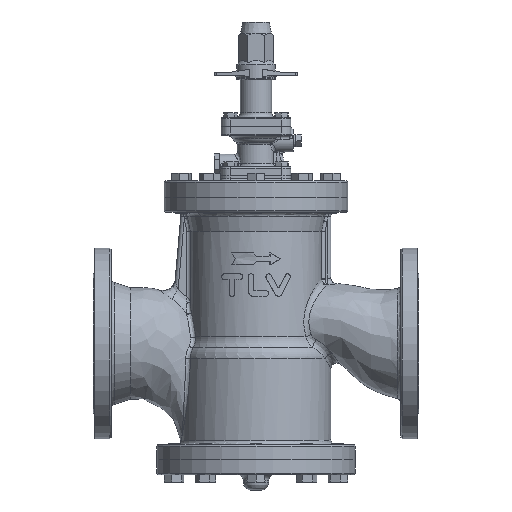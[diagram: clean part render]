
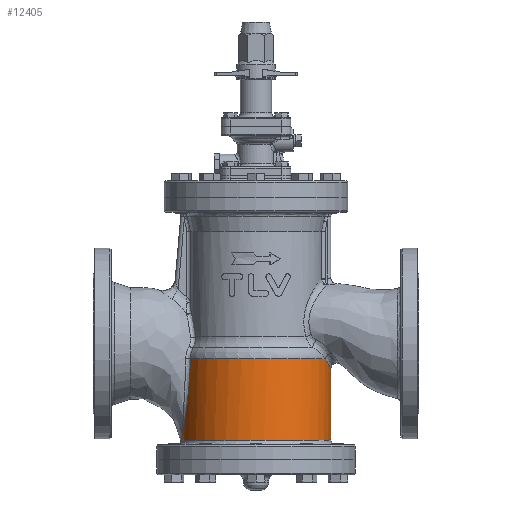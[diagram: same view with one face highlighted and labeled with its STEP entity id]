
A CAD part, front view. The second image highlights one B-rep face of the part: STEP entity #12405.
In plain terms, the highlighted cylindrical face has radius 100 mm (diameter 200 mm), a partial arc.
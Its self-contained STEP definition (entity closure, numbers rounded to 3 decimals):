
#1894=B_SPLINE_CURVE_WITH_KNOTS('',3,(#23553,#23554,#23555,#23556,#23557,
#23558,#23559,#23560,#23561,#23562,#23563),.UNSPECIFIED.,.F.,.F.,(4,1,1,
1,1,1,1,1,4),(-8.928,-7.811,-6.694,-5.577,
-4.459,-3.345,-2.23,-1.115,
0.),.UNSPECIFIED.);
#1906=B_SPLINE_CURVE_WITH_KNOTS('',3,(#24037,#24038,#24039,#24040,#24041,
#24042,#24043,#24044,#24045,#24046,#24047,#24048,#24049,#24050,#24051,#24052),
 .UNSPECIFIED.,.F.,.F.,(4,1,1,1,1,1,1,1,1,1,1,2,4),(-11.852,-10.828,
-9.804,-8.78,-7.756,-5.708,
-3.661,-2.637,-2.125,-1.869,
-1.741,-1.613,0.),.UNSPECIFIED.);
#1907=B_SPLINE_CURVE_WITH_KNOTS('',3,(#24055,#24056,#24057,#24058,#24059,
#24060,#24061,#24062,#24063,#24064,#24065,#24066,#24067,#24068,#24069,#24070,
#24071,#24072,#24073),.UNSPECIFIED.,.F.,.F.,(4,1,1,1,1,2,1,1,1,1,1,1,1,
1,1,4),(-11.848,-11.203,-10.88,-10.557,
-10.396,-10.235,-9.979,-9.723,
-9.211,-8.188,-6.141,-4.094,
-3.07,-2.047,-1.023,0.),
 .UNSPECIFIED.);
#3573=FACE_OUTER_BOUND('',#4657,.T.);
#4657=EDGE_LOOP('',(#11149,#11150,#11151,#11152,#11153,#11154));
#5246=CIRCLE('',#13628,100.);
#5275=CIRCLE('',#13678,100.);
#5276=CIRCLE('',#13680,100.);
#6367=VERTEX_POINT('',#22994);
#6368=VERTEX_POINT('',#22995);
#6387=VERTEX_POINT('',#23462);
#6396=VERTEX_POINT('',#24028);
#6397=VERTEX_POINT('',#24036);
#6398=VERTEX_POINT('',#24053);
#7945=EDGE_CURVE('',#6367,#6368,#5246,.T.);
#7991=EDGE_CURVE('',#6368,#6387,#1894,.T.);
#8011=EDGE_CURVE('',#6387,#6396,#5275,.T.);
#8013=EDGE_CURVE('',#6397,#6367,#1906,.T.);
#8014=EDGE_CURVE('',#6398,#6397,#5276,.T.);
#8015=EDGE_CURVE('',#6396,#6398,#1907,.T.);
#11149=ORIENTED_EDGE('',*,*,#7945,.F.);
#11150=ORIENTED_EDGE('',*,*,#8013,.F.);
#11151=ORIENTED_EDGE('',*,*,#8014,.F.);
#11152=ORIENTED_EDGE('',*,*,#8015,.F.);
#11153=ORIENTED_EDGE('',*,*,#8011,.F.);
#11154=ORIENTED_EDGE('',*,*,#7991,.F.);
#11672=CYLINDRICAL_SURFACE('',#13679,100.);
#12405=ADVANCED_FACE('',(#3573),#11672,.T.);
#13628=AXIS2_PLACEMENT_3D('',#22996,#16873,#16874);
#13678=AXIS2_PLACEMENT_3D('',#24029,#16987,#16988);
#13679=AXIS2_PLACEMENT_3D('',#24035,#16989,#16990);
#13680=AXIS2_PLACEMENT_3D('',#24054,#16991,#16992);
#16873=DIRECTION('center_axis',(0.,0.,1.));
#16874=DIRECTION('ref_axis',(1.,0.,0.));
#16987=DIRECTION('center_axis',(0.,0.,1.));
#16988=DIRECTION('ref_axis',(1.,0.,0.));
#16989=DIRECTION('center_axis',(0.,0.,1.));
#16990=DIRECTION('ref_axis',(1.,0.,0.));
#16991=DIRECTION('center_axis',(0.,0.,-1.));
#16992=DIRECTION('ref_axis',(-1.,0.,0.));
#22994=CARTESIAN_POINT('',(-87.456,-48.492,134.875));
#22995=CARTESIAN_POINT('',(92.549,-37.877,134.875));
#22996=CARTESIAN_POINT('Origin',(0.,0.,134.875));
#23462=CARTESIAN_POINT('',(92.549,37.877,134.875));
#23553=CARTESIAN_POINT('Ctrl Pts',(92.549,-37.877,134.875));
#23554=CARTESIAN_POINT('Ctrl Pts',(93.651,-35.185,132.834));
#23555=CARTESIAN_POINT('Ctrl Pts',(95.685,-29.546,129.109));
#23556=CARTESIAN_POINT('Ctrl Pts',(98.085,-20.29,124.656));
#23557=CARTESIAN_POINT('Ctrl Pts',(99.637,-10.361,121.702));
#23558=CARTESIAN_POINT('Ctrl Pts',(100.183,-0.008,
120.648));
#23559=CARTESIAN_POINT('Ctrl Pts',(99.638,10.341,121.699));
#23560=CARTESIAN_POINT('Ctrl Pts',(98.096,20.234,124.636));
#23561=CARTESIAN_POINT('Ctrl Pts',(95.693,29.53,129.095));
#23562=CARTESIAN_POINT('Ctrl Pts',(93.642,35.206,132.851));
#23563=CARTESIAN_POINT('Ctrl Pts',(92.549,37.877,134.875));
#24028=CARTESIAN_POINT('',(-87.456,48.492,134.875));
#24029=CARTESIAN_POINT('Origin',(0.,0.,134.875));
#24035=CARTESIAN_POINT('Origin',(0.,0.,77.438));
#24036=CARTESIAN_POINT('',(-99.215,-12.504,26.));
#24037=CARTESIAN_POINT('Ctrl Pts',(-99.215,-12.504,
26.));
#24038=CARTESIAN_POINT('Ctrl Pts',(-98.909,-14.934,
28.272));
#24039=CARTESIAN_POINT('Ctrl Pts',(-98.143,-19.56,
33.103));
#24040=CARTESIAN_POINT('Ctrl Pts',(-96.729,-25.578,
41.233));
#24041=CARTESIAN_POINT('Ctrl Pts',(-95.24,-30.613,
49.972));
#24042=CARTESIAN_POINT('Ctrl Pts',(-93.303,-36.158,
62.185));
#24043=CARTESIAN_POINT('Ctrl Pts',(-91.147,-41.247,
78.431));
#24044=CARTESIAN_POINT('Ctrl Pts',(-89.561,-44.508,
95.09));
#24045=CARTESIAN_POINT('Ctrl Pts',(-88.69,-46.201,
106.92));
#24046=CARTESIAN_POINT('Ctrl Pts',(-88.31,-46.92,
112.844));
#24047=CARTESIAN_POINT('Ctrl Pts',(-88.131,-47.253,
115.81));
#24048=CARTESIAN_POINT('Ctrl Pts',(-88.033,-47.436,
117.506));
#24049=CARTESIAN_POINT('Ctrl Pts',(-87.985,-47.525,
118.354));
#24050=CARTESIAN_POINT('Ctrl Pts',(-87.662,-48.123,
124.124));
#24051=CARTESIAN_POINT('Ctrl Pts',(-87.487,-48.435,
129.499));
#24052=CARTESIAN_POINT('Ctrl Pts',(-87.456,-48.492,134.875));
#24053=CARTESIAN_POINT('',(-99.215,12.504,26.));
#24054=CARTESIAN_POINT('Origin',(0.,0.,26.));
#24055=CARTESIAN_POINT('Ctrl Pts',(-87.456,48.492,134.875));
#24056=CARTESIAN_POINT('Ctrl Pts',(-87.468,48.469,132.724));
#24057=CARTESIAN_POINT('Ctrl Pts',(-87.521,48.374,129.499));
#24058=CARTESIAN_POINT('Ctrl Pts',(-87.658,48.127,125.205));
#24059=CARTESIAN_POINT('Ctrl Pts',(-87.769,47.923,122.524));
#24060=CARTESIAN_POINT('Ctrl Pts',(-87.874,47.73,120.383));
#24061=CARTESIAN_POINT('Ctrl Pts',(-87.931,47.624,119.313));
#24062=CARTESIAN_POINT('Ctrl Pts',(-88.009,47.481,117.93));
#24063=CARTESIAN_POINT('Ctrl Pts',(-88.106,47.301,116.235));
#24064=CARTESIAN_POINT('Ctrl Pts',(-88.309,46.92,112.847));
#24065=CARTESIAN_POINT('Ctrl Pts',(-88.69,46.201,106.922));
#24066=CARTESIAN_POINT('Ctrl Pts',(-89.559,44.513,95.117));
#24067=CARTESIAN_POINT('Ctrl Pts',(-91.147,41.248,78.439));
#24068=CARTESIAN_POINT('Ctrl Pts',(-93.297,36.172,62.225));
#24069=CARTESIAN_POINT('Ctrl Pts',(-95.231,30.64,50.022));
#24070=CARTESIAN_POINT('Ctrl Pts',(-96.73,25.578,41.228));
#24071=CARTESIAN_POINT('Ctrl Pts',(-98.143,19.559,33.104));
#24072=CARTESIAN_POINT('Ctrl Pts',(-98.909,14.933,28.271));
#24073=CARTESIAN_POINT('Ctrl Pts',(-99.215,12.504,26.));
